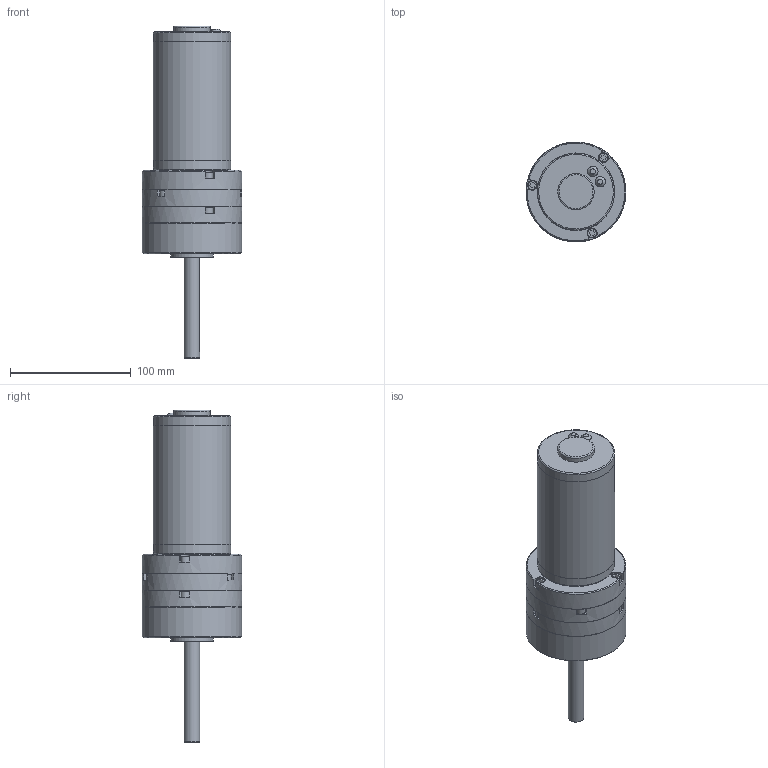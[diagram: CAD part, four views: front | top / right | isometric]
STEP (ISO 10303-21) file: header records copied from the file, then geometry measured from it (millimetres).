
FILE_DESCRIPTION(/* description */ (''),/* implementation_level */ '2;1');
FILE_NAME(/* name */ '3_stageGEM.stp',/* time_stamp */ '2015-02-09T20:51:46-08:00',/* author */ ('pltwe4'),/* organization */ (''),/* preprocessor_version */ 'ST-DEVELOPER v15.6',/* originating_system */ 'Autodesk Inventor 2015',/* authorisation */ '');
FILE_SCHEMA (('AUTOMOTIVE_DESIGN { 1 0 10303 214 3 1 1 }'));
Products named in the file (21): 10-32 X -75 SHCS-1; Spur Gear12-1; Output Shaft; Ring Gear; Dowel-1; 625 Output Block; Spacer-Washer-1; R8 outer race-1; R8 inner race-1; R8 Bearing-1; Output Block-1; 2mm x 6 key; Stage Housing; Ring Bushing; Carrier plate-1; SUN Gear15-1; Stage-1; CIM Mount-1; SUN Gear15-2_Inch - Spur gear 20DP 15T 14.5PA 0.375FW ---S15N3.0H2.0L
0.3125N; CIM motor; 3_stageGEM
Bounding box: 82.54 x 82.55 x 274.54 mm (x, y, z)
Volume: 703485.4 mm3; surface area: 174620.9 mm2
Topology: 67 solids, 67 shells, 2197 faces, 5913 edges, 3930 vertices
Faces by surface type: cylinder 1626, plane 417, cone 115, torus 39
Full cylindrical faces by diameter (mm): 3.962 x9, 4.039 x2, 4.75 x15, 4.762 x29, 4.775 x15, 4.978 x4, 5.207 x5, 5.232 x6, 7.849 x14, 7.938 x30, 8 x1, 8.255 x2, 8.636 x2, 9 x2, 12.7 x5, 16.129 x1, 16.764 x4, 19.05 x3, 21.057 x1, 22.225 x1, 23.851 x4, 25.4 x2, 28.575 x3, 30.074 x1, 34.925 x1, 47.574 x5, 52.387 x3, 63.754 x2, 64.008 x1, 82.55 x4
Entity records: 22156 total; most frequent: CARTESIAN_POINT 4587, DIRECTION 3980, ORIENTED_EDGE 3318, AXIS2_PLACEMENT_3D 1697, EDGE_CURVE 1659, VERTEX_POINT 1160, CIRCLE 962, EDGE_LOOP 857
